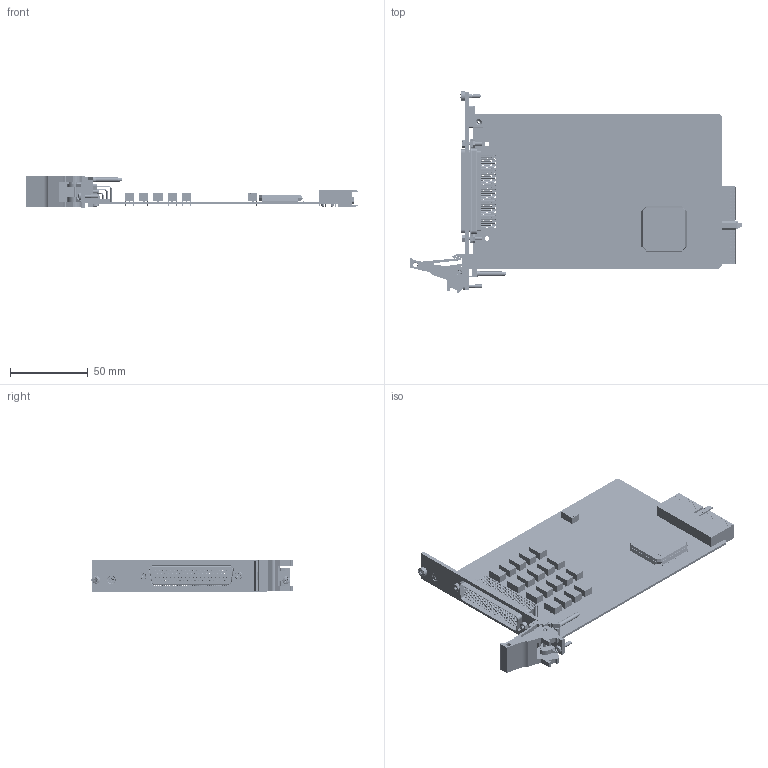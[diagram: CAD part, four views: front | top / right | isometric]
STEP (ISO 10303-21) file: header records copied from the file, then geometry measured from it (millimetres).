
FILE_DESCRIPTION (( 'STEP AP214' ), '1' );
FILE_NAME ('40-132-102 PXI 2A 16X DPST REALAY CARD.STEP', '2013-08-21T12:40:16', ( 'admin' ), ( '' ), 'SwSTEP 2.0', 'SolidWorks 2012', '' );
FILE_SCHEMA (( 'AUTOMOTIVE_DESIGN' ));
Length unit declared in the file: millimetre
Products named in the file (1): 40-132-102 PXI 2A 16X DPST REALAY CARD
Bounding box: 214.01 x 129.67 x 20 mm (x, y, z)
Surface area: 68391.9 mm2 (no closed solid volume)
Topology: 0 solids, 584 shells, 2797 faces, 9745 edges, 7074 vertices
Faces by surface type: plane 1616, cylinder 972, torus 167, cone 23, bspline 14, sphere 5
Full cylindrical faces by diameter (mm): 0.4 x160, 0.6 x185, 0.75 x150, 0.77 x153, 1.19 x78, 1.496 x2, 2 x6, 2.05 x3, 2.497 x1, 2.5 x6, 2.6 x1, 2.7 x1, 2.8 x1, 3 x5, 3.2 x2, 4.7 x1, 5 x3, 5.3 x1, 5.5 x2, 5.7 x1, 6 x1
Entity records: 137547 total; most frequent: CARTESIAN_POINT 26484, DIRECTION 16447, ORIENTED_EDGE 12568, EDGE_CURVE 8687, VERTEX_POINT 6952, AXIS2_PLACEMENT_3D 5497, LINE 5453, VECTOR 5453
